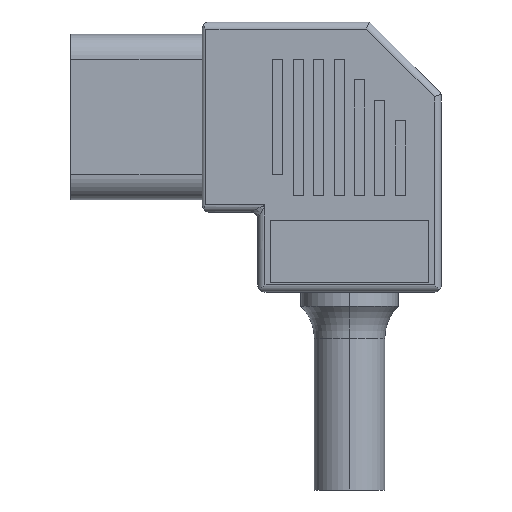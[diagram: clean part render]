
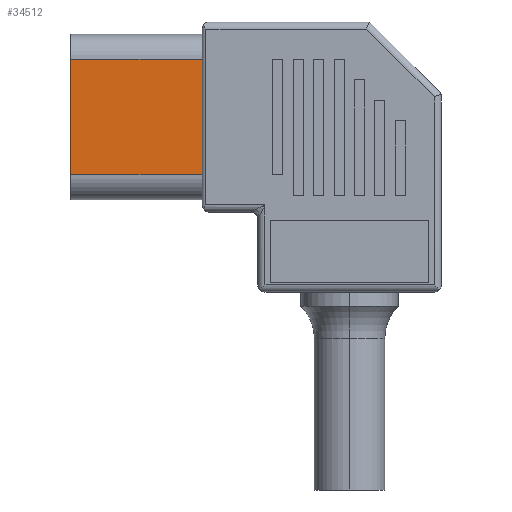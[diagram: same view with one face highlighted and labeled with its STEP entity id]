
A CAD part, front view. The second image highlights one B-rep face of the part: STEP entity #34512.
In plain terms, the highlighted planar face has unit normal (0, -1, 0).
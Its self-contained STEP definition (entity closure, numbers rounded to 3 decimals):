
#675 = DIRECTION ( 'NONE',  ( 1., 0., 0. ) ) ;
#991 = DIRECTION ( 'NONE',  ( 0., 0., -1. ) ) ;
#1214 = VECTOR ( 'NONE', #37654, 1000. ) ;
#1946 = CARTESIAN_POINT ( 'NONE',  ( -38.75, -8.4, 8. ) ) ;
#2274 = ORIENTED_EDGE ( 'NONE', *, *, #38213, .F. ) ;
#3587 = ORIENTED_EDGE ( 'NONE', *, *, #8704, .F. ) ;
#3726 = EDGE_CURVE ( 'NONE', #13055, #30673, #22224, .T. ) ;
#4463 = PLANE ( 'NONE',  #34814 ) ;
#5344 = FACE_OUTER_BOUND ( 'NONE', #20940, .T. ) ;
#6628 = VERTEX_POINT ( 'NONE', #32138 ) ;
#8326 = ORIENTED_EDGE ( 'NONE', *, *, #24433, .T. ) ;
#8704 = EDGE_CURVE ( 'NONE', #13055, #6628, #11803, .T. ) ;
#11803 = LINE ( 'NONE', #26268, #39899 ) ;
#12381 = VECTOR ( 'NONE', #40484, 1000. ) ;
#12830 = ORIENTED_EDGE ( 'NONE', *, *, #3726, .T. ) ;
#13055 = VERTEX_POINT ( 'NONE', #1946 ) ;
#14769 = VECTOR ( 'NONE', #991, 1000. ) ;
#20940 = EDGE_LOOP ( 'NONE', ( #8326, #2274, #3587, #12830 ) ) ;
#22224 = LINE ( 'NONE', #44029, #12381 ) ;
#23196 = CARTESIAN_POINT ( 'NONE',  ( -38.75, -8.4, -8. ) ) ;
#24433 = EDGE_CURVE ( 'NONE', #30673, #31587, #30302, .T. ) ;
#26268 = CARTESIAN_POINT ( 'NONE',  ( -38.75, -8.4, 8. ) ) ;
#26938 = CARTESIAN_POINT ( 'NONE',  ( -38.75, -8.4, 8. ) ) ;
#30302 = LINE ( 'NONE', #23196, #1214 ) ;
#30673 = VERTEX_POINT ( 'NONE', #36304 ) ;
#31587 = VERTEX_POINT ( 'NONE', #34907 ) ;
#32138 = CARTESIAN_POINT ( 'NONE',  ( -20.45, -8.4, 8. ) ) ;
#34512 = ADVANCED_FACE ( 'NONE', ( #5344 ), #4463, .F. ) ;
#34814 = AXIS2_PLACEMENT_3D ( 'NONE', #26938, #41637, #675 ) ;
#34907 = CARTESIAN_POINT ( 'NONE',  ( -20.45, -8.4, -8. ) ) ;
#36304 = CARTESIAN_POINT ( 'NONE',  ( -38.75, -8.4, -8. ) ) ;
#37654 = DIRECTION ( 'NONE',  ( 1., 0., 0. ) ) ;
#38213 = EDGE_CURVE ( 'NONE', #6628, #31587, #41550, .T. ) ;
#39899 = VECTOR ( 'NONE', #40740, 1000. ) ;
#40484 = DIRECTION ( 'NONE',  ( 0., 0., -1. ) ) ;
#40740 = DIRECTION ( 'NONE',  ( 1., 0., 0. ) ) ;
#41550 = LINE ( 'NONE', #41779, #14769 ) ;
#41637 = DIRECTION ( 'NONE',  ( 0., 1., 0. ) ) ;
#41779 = CARTESIAN_POINT ( 'NONE',  ( -20.45, -8.4, 8. ) ) ;
#44029 = CARTESIAN_POINT ( 'NONE',  ( -38.75, -8.4, 8. ) ) ;
